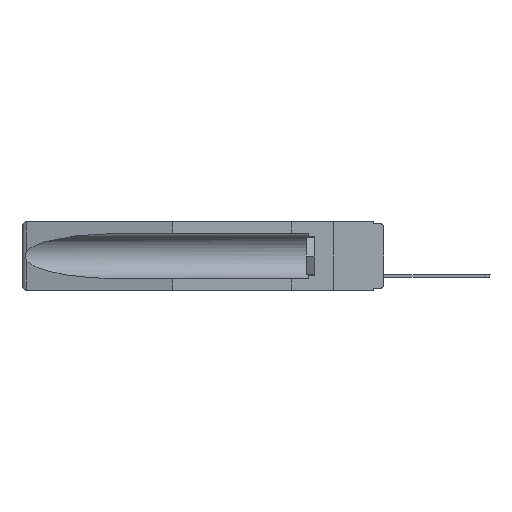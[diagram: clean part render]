
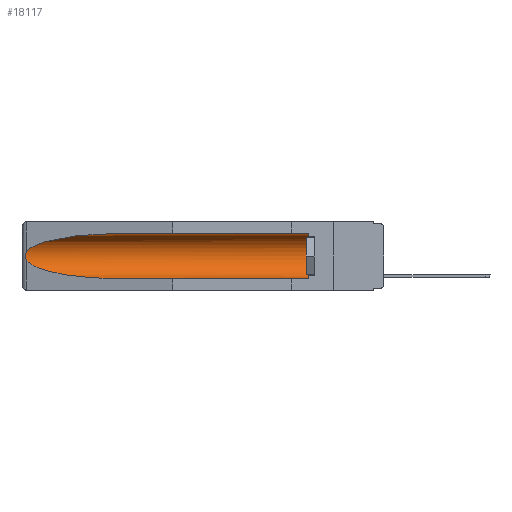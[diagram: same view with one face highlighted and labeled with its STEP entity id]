
A CAD part, left-side view. The second image highlights one B-rep face of the part: STEP entity #18117.
In plain terms, the highlighted cylindrical face has radius 2.857 mm (diameter 5.715 mm), a partial arc.
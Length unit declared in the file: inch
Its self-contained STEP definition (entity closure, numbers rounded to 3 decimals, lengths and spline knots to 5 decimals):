
#413 = DIRECTION ( 'NONE',  ( 0., 0., 1. ) ) ;
#955 = CARTESIAN_POINT ( 'NONE',  ( 0.26537, 1.52718, -0.14972 ) ) ;
#987 = VERTEX_POINT ( 'NONE', #16209 ) ;
#1220 = EDGE_CURVE ( 'NONE', #26144, #22294, #19333, .T. ) ;
#2433 = LINE ( 'NONE', #8534, #22489 ) ;
#2487 = CARTESIAN_POINT ( 'NONE',  ( 0.2675, 1.53308, -0.17534 ) ) ;
#2902 = CARTESIAN_POINT ( 'NONE',  ( 0.26654, 1.53092, -0.15636 ) ) ;
#3100 = CARTESIAN_POINT ( 'NONE',  ( 0.155, 1.07973, -0.059 ) ) ;
#3773 = CARTESIAN_POINT ( 'NONE',  ( 0.155, 1.07973, -0.284 ) ) ;
#4452 = DIRECTION ( 'NONE',  ( 0., 1., 0. ) ) ;
#4721 = DIRECTION ( 'NONE',  ( 0., 1., 0. ) ) ;
#5046 = AXIS2_PLACEMENT_3D ( 'NONE', #23872, #15255, #23631 ) ;
#6000 =( BOUNDED_CURVE ( )  B_SPLINE_CURVE ( 3, ( #16596, #24833, #6341, #3773 ),
 .UNSPECIFIED., .F., .T. ) 
 B_SPLINE_CURVE_WITH_KNOTS ( ( 4, 4 ),
 ( 0.1948, 1.5708 ),
 .UNSPECIFIED. ) 
 CURVE ( )  GEOMETRIC_REPRESENTATION_ITEM ( )  RATIONAL_B_SPLINE_CURVE ( ( 1., 0.848, 0.848, 1. ) ) 
 REPRESENTATION_ITEM ( '' )  );
#6341 = CARTESIAN_POINT ( 'NONE',  ( 0.21114, 1.30732, -0.284 ) ) ;
#6823 = CARTESIAN_POINT ( 'NONE',  ( 0.2673, 1.53269, -0.17917 ) ) ;
#7433 = ORIENTED_EDGE ( 'NONE', *, *, #1220, .T. ) ;
#7702 = ORIENTED_EDGE ( 'NONE', *, *, #13512, .T. ) ;
#7830 = CARTESIAN_POINT ( 'NONE',  ( 0.155, 1.07973, -0.284 ) ) ;
#8534 = CARTESIAN_POINT ( 'NONE',  ( 0.155, -0.30754, -0.284 ) ) ;
#8768 =( BOUNDED_CURVE ( )  B_SPLINE_CURVE ( 3, ( #3100, #22972, #17568, #955 ),
 .UNSPECIFIED., .F., .T. ) 
 B_SPLINE_CURVE_WITH_KNOTS ( ( 4, 4 ),
 ( 4.71239, 6.08839 ),
 .UNSPECIFIED. ) 
 CURVE ( )  GEOMETRIC_REPRESENTATION_ITEM ( )  RATIONAL_B_SPLINE_CURVE ( ( 1., 0.848, 0.848, 1. ) ) 
 REPRESENTATION_ITEM ( '' )  );
#8950 = CARTESIAN_POINT ( 'NONE',  ( 0.155, 0.126, -0.1715 ) ) ;
#9192 = FACE_OUTER_BOUND ( 'NONE', #15116, .T. ) ;
#9417 = ORIENTED_EDGE ( 'NONE', *, *, #10796, .T. ) ;
#9436 = ORIENTED_EDGE ( 'NONE', *, *, #26548, .T. ) ;
#9508 = VERTEX_POINT ( 'NONE', #7830 ) ;
#10760 = CARTESIAN_POINT ( 'NONE',  ( 0.26537, 1.52718, -0.19328 ) ) ;
#10796 = EDGE_CURVE ( 'NONE', #15021, #9508, #6000, .T. ) ;
#10930 = ORIENTED_EDGE ( 'NONE', *, *, #17659, .T. ) ;
#10955 = CYLINDRICAL_SURFACE ( 'NONE', #5046, 0.1125 ) ;
#11016 = CARTESIAN_POINT ( 'NONE',  ( 0.2675, 1.53308, -0.16763 ) ) ;
#13095 = VECTOR ( 'NONE', #4721, 39.37008 ) ;
#13512 = EDGE_CURVE ( 'NONE', #22294, #987, #8768, .T. ) ;
#14868 = EDGE_CURVE ( 'NONE', #23974, #9508, #2433, .T. ) ;
#15021 = VERTEX_POINT ( 'NONE', #15025 ) ;
#15025 = CARTESIAN_POINT ( 'NONE',  ( 0.26537, 1.52718, -0.19328 ) ) ;
#15116 = EDGE_LOOP ( 'NONE', ( #7702, #10930, #9417, #19545, #9436, #7433 ) ) ;
#15255 = DIRECTION ( 'NONE',  ( 0., 1., 0. ) ) ;
#16209 = CARTESIAN_POINT ( 'NONE',  ( 0.26537, 1.52718, -0.14972 ) ) ;
#16596 = CARTESIAN_POINT ( 'NONE',  ( 0.26537, 1.52718, -0.19328 ) ) ;
#16807 = CARTESIAN_POINT ( 'NONE',  ( 0.26537, 1.52718, -0.14972 ) ) ;
#17568 = CARTESIAN_POINT ( 'NONE',  ( 0.25451, 1.48313, -0.09465 ) ) ;
#17659 = EDGE_CURVE ( 'NONE', #987, #15021, #20154, .T. ) ;
#18117 = ADVANCED_FACE ( 'NONE', ( #9192 ), #10955, .F. ) ;
#19333 = LINE ( 'NONE', #19583, #13095 ) ;
#19502 = CARTESIAN_POINT ( 'NONE',  ( 0.155, 0.126, -0.059 ) ) ;
#19545 = ORIENTED_EDGE ( 'NONE', *, *, #14868, .F. ) ;
#19583 = CARTESIAN_POINT ( 'NONE',  ( 0.155, -0.30754, -0.059 ) ) ;
#19706 = CARTESIAN_POINT ( 'NONE',  ( 0.155, 0.126, -0.284 ) ) ;
#19882 = CARTESIAN_POINT ( 'NONE',  ( 0.26655, 1.53094, -0.18657 ) ) ;
#20121 = AXIS2_PLACEMENT_3D ( 'NONE', #8950, #23497, #413 ) ;
#20154 = B_SPLINE_CURVE_WITH_KNOTS ( 'NONE', 3,
 ( #16807, #23280, #2902, #21133, #11016, #2487, #6823, #19882, #21552, #10760 ),
 .UNSPECIFIED., .F., .F.,
 ( 4, 2, 2, 2, 4 ),
 ( 0., 0.00029, 0.00058, 0.00087, 0.00117 ),
 .UNSPECIFIED. ) ;
#21133 = CARTESIAN_POINT ( 'NONE',  ( 0.2673, 1.5327, -0.16383 ) ) ;
#21427 = CIRCLE ( 'NONE', #20121, 0.1125 ) ;
#21552 = CARTESIAN_POINT ( 'NONE',  ( 0.26597, 1.5296, -0.19026 ) ) ;
#22294 = VERTEX_POINT ( 'NONE', #24707 ) ;
#22489 = VECTOR ( 'NONE', #4452, 39.37008 ) ;
#22972 = CARTESIAN_POINT ( 'NONE',  ( 0.21114, 1.30732, -0.059 ) ) ;
#23280 = CARTESIAN_POINT ( 'NONE',  ( 0.26597, 1.52961, -0.15275 ) ) ;
#23497 = DIRECTION ( 'NONE',  ( 0., -1., 0. ) ) ;
#23631 = DIRECTION ( 'NONE',  ( 0., 0., 1. ) ) ;
#23872 = CARTESIAN_POINT ( 'NONE',  ( 0.155, -0.30754, -0.1715 ) ) ;
#23974 = VERTEX_POINT ( 'NONE', #19706 ) ;
#24707 = CARTESIAN_POINT ( 'NONE',  ( 0.155, 1.07973, -0.059 ) ) ;
#24833 = CARTESIAN_POINT ( 'NONE',  ( 0.25451, 1.48313, -0.24835 ) ) ;
#26144 = VERTEX_POINT ( 'NONE', #19502 ) ;
#26548 = EDGE_CURVE ( 'NONE', #23974, #26144, #21427, .T. ) ;
